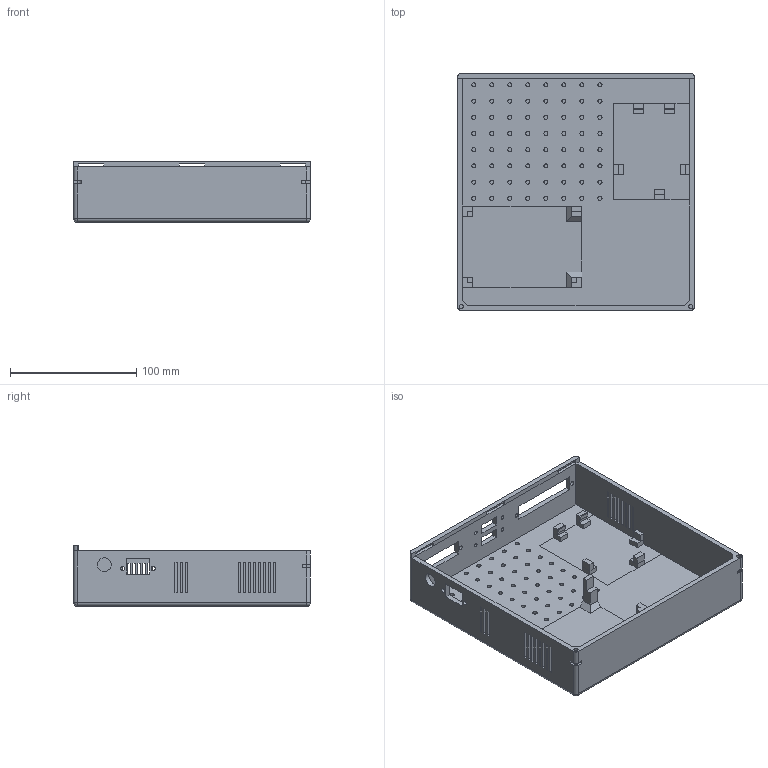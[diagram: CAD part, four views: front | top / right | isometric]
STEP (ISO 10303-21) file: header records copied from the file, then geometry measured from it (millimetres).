
FILE_DESCRIPTION(('FreeCAD Model'),'2;1');
FILE_NAME('Open CASCADE Shape Model','2024-07-16T20:36:20',('Author'),( ''),'Open CASCADE STEP processor 7.6','FreeCAD','Unknown');
FILE_SCHEMA(('AUTOMOTIVE_DESIGN { 1 0 10303 214 1 1 1 1 }'));
Length unit declared in the file: millimetre
Products named in the file (1): box-rounded
Bounding box: 188 x 188 x 48 mm (x, y, z)
Volume: 255700.7 mm3; surface area: 139674.2 mm2
Topology: 1 solids, 1 shells, 405 faces, 965 edges, 620 vertices
Faces by surface type: plane 305, cylinder 96, sphere 4
Full cylindrical faces by diameter (mm): 3 x4, 3.25 x74, 11 x1
Entity records: 11711 total; most frequent: CARTESIAN_POINT 1987, DIRECTION 1963, ORIENTED_EDGE 1922, EDGE_CURVE 961, LINE 771, VECTOR 771, VERTEX_POINT 620, AXIS2_PLACEMENT_3D 596
